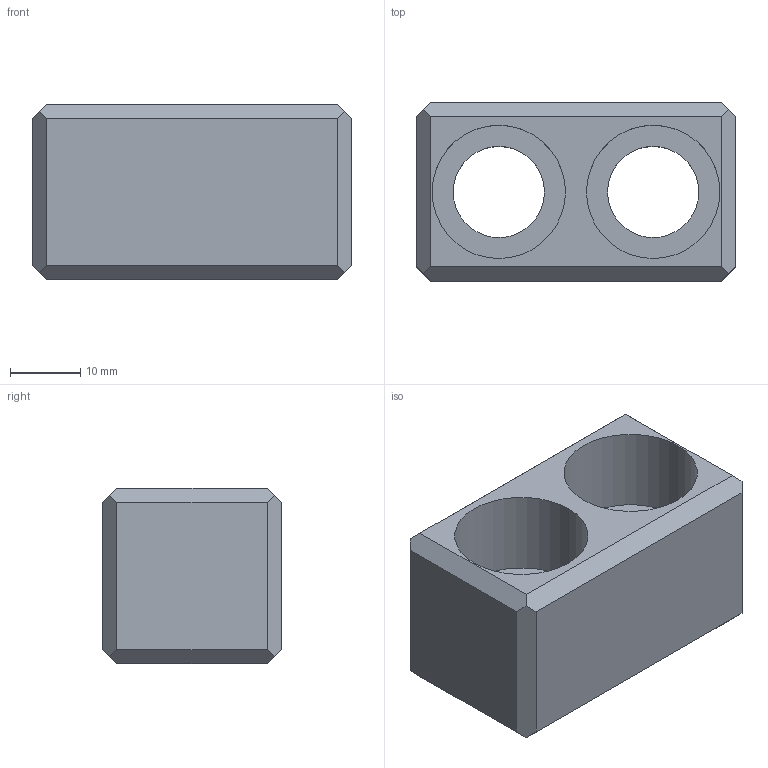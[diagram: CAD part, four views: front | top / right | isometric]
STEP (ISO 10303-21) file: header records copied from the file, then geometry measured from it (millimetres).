
FILE_DESCRIPTION(('STEP AP214'),'1');
FILE_NAME(' ',' ',('TraceParts'),('TraceParts S.A.'),'XStep 1.0',' ',' ');
FILE_SCHEMA(('automotive_design'));
Length unit declared in the file: millimetre
Products named in the file (1): 1
Bounding box: 45.5 x 25.4 x 25 mm (x, y, z)
Volume: 17827.1 mm3; surface area: 7376 mm2
Topology: 1 solids, 1 shells, 28 faces, 72 edges, 48 vertices
Faces by surface type: plane 20, cylinder 8
Entity records: 1708 total; most frequent: STYLED_ITEM 149, PRESENTATION_STYLE_ASSIGNMENT 149, CARTESIAN_POINT 149, COLOUR_RGB 149, DIRECTION 146, ORIENTED_EDGE 144, EDGE_CURVE 72, CURVE_STYLE 72
